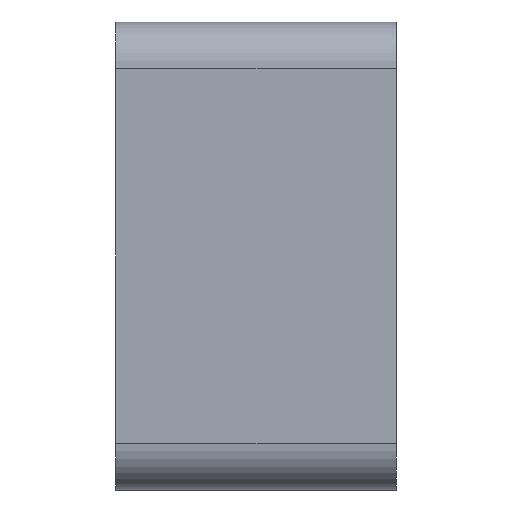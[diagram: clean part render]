
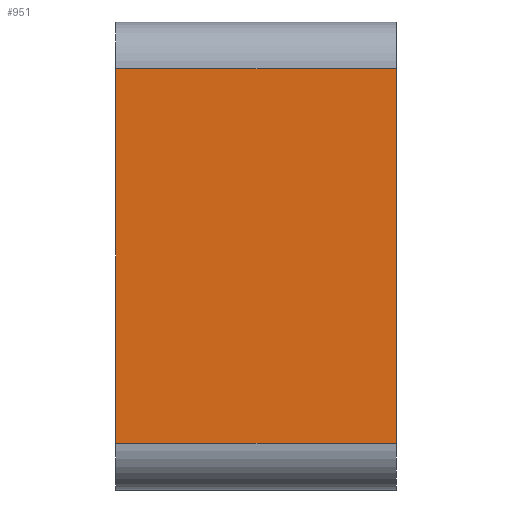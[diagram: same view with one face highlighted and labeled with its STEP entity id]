
A CAD part, left-side view. The second image highlights one B-rep face of the part: STEP entity #951.
In plain terms, the highlighted planar face has unit normal (-1, 0, 0).
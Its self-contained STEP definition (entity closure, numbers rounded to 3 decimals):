
#159 = ORIENTED_EDGE ( 'NONE', *, *, #1041, .T. ) ;
#161 = VECTOR ( 'NONE', #177, 1000. ) ;
#177 = DIRECTION ( 'NONE',  ( 0., 0., 1. ) ) ;
#277 = VERTEX_POINT ( 'NONE', #1216 ) ;
#312 = CARTESIAN_POINT ( 'NONE',  ( 0., 0., -36. ) ) ;
#342 = ORIENTED_EDGE ( 'NONE', *, *, #963, .F. ) ;
#377 = DIRECTION ( 'NONE',  ( 0., -1., 0. ) ) ;
#398 = VECTOR ( 'NONE', #1014, 1000. ) ;
#432 = VECTOR ( 'NONE', #377, 1000. ) ;
#448 = CARTESIAN_POINT ( 'NONE',  ( 0., 24., -40. ) ) ;
#531 = CARTESIAN_POINT ( 'NONE',  ( 0., 0., -4. ) ) ;
#603 = DIRECTION ( 'NONE',  ( 0., 0., 1. ) ) ;
#705 = FACE_OUTER_BOUND ( 'NONE', #716, .T. ) ;
#708 = CARTESIAN_POINT ( 'NONE',  ( 0., 0., -40. ) ) ;
#716 = EDGE_LOOP ( 'NONE', ( #342, #1093, #159, #843 ) ) ;
#732 = CARTESIAN_POINT ( 'NONE',  ( 0., 0., -40. ) ) ;
#791 = VERTEX_POINT ( 'NONE', #1505 ) ;
#843 = ORIENTED_EDGE ( 'NONE', *, *, #874, .T. ) ;
#874 = EDGE_CURVE ( 'NONE', #1471, #791, #901, .T. ) ;
#876 = DIRECTION ( 'NONE',  ( 0., 0., 1. ) ) ;
#877 = LINE ( 'NONE', #708, #161 ) ;
#880 = LINE ( 'NONE', #312, #432 ) ;
#901 = LINE ( 'NONE', #1271, #398 ) ;
#951 = ADVANCED_FACE ( 'NONE', ( #705 ), #1412, .T. ) ;
#963 = EDGE_CURVE ( 'NONE', #1725, #791, #1696, .T. ) ;
#1014 = DIRECTION ( 'NONE',  ( 0., 1., 0. ) ) ;
#1034 = VECTOR ( 'NONE', #603, 1000. ) ;
#1041 = EDGE_CURVE ( 'NONE', #277, #1471, #877, .T. ) ;
#1093 = ORIENTED_EDGE ( 'NONE', *, *, #1155, .T. ) ;
#1155 = EDGE_CURVE ( 'NONE', #1725, #277, #880, .T. ) ;
#1216 = CARTESIAN_POINT ( 'NONE',  ( 0., 0., -36. ) ) ;
#1233 = CARTESIAN_POINT ( 'NONE',  ( 0., 24., -36. ) ) ;
#1260 = DIRECTION ( 'NONE',  ( -1., 0., 0. ) ) ;
#1271 = CARTESIAN_POINT ( 'NONE',  ( 0., 24., -4. ) ) ;
#1412 = PLANE ( 'NONE',  #1466 ) ;
#1466 = AXIS2_PLACEMENT_3D ( 'NONE', #732, #1260, #876 ) ;
#1471 = VERTEX_POINT ( 'NONE', #531 ) ;
#1505 = CARTESIAN_POINT ( 'NONE',  ( 0., 24., -4. ) ) ;
#1696 = LINE ( 'NONE', #448, #1034 ) ;
#1725 = VERTEX_POINT ( 'NONE', #1233 ) ;
